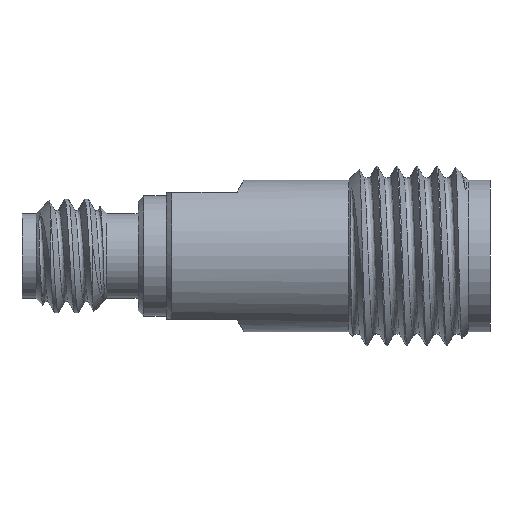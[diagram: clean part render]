
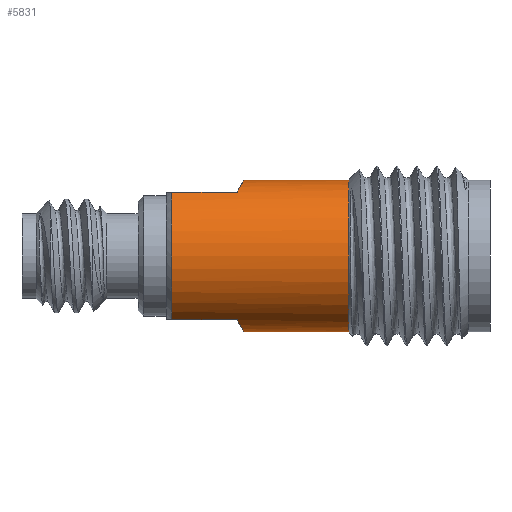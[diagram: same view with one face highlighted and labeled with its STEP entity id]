
A CAD part, front view. The second image highlights one B-rep face of the part: STEP entity #5831.
In plain terms, the highlighted cylindrical face has radius 2.685 mm (diameter 5.37 mm), a partial arc.
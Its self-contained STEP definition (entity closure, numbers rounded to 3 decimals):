
#127 = AXIS2_PLACEMENT_3D ( 'NONE', #297, #2095, #3437 ) ;
#232 = VERTEX_POINT ( 'NONE', #2863 ) ;
#297 = CARTESIAN_POINT ( 'NONE',  ( 5.3, 0., 0. ) ) ;
#344 = EDGE_CURVE ( 'NONE', #7319, #6218, #509, .T. ) ;
#439 = EDGE_CURVE ( 'NONE', #6218, #1556, #3561, .T. ) ;
#448 = CIRCLE ( 'NONE', #573, 2.685 ) ;
#470 = CARTESIAN_POINT ( 'NONE',  ( 7.765, -1.026, -2.536 ) ) ;
#509 = LINE ( 'NONE', #4765, #5011 ) ;
#529 = CARTESIAN_POINT ( 'NONE',  ( 0., 0., -2.685 ) ) ;
#573 = AXIS2_PLACEMENT_3D ( 'NONE', #4452, #3197, #2633 ) ;
#726 = EDGE_CURVE ( 'NONE', #3443, #5924, #5250, .T. ) ;
#775 = EDGE_CURVE ( 'NONE', #232, #8059, #448, .T. ) ;
#994 = ORIENTED_EDGE ( 'NONE', *, *, #3524, .T. ) ;
#1028 = LINE ( 'NONE', #1649, #2083 ) ;
#1040 = CARTESIAN_POINT ( 'NONE',  ( 7.851, -0.524, -2.685 ) ) ;
#1176 = CYLINDRICAL_SURFACE ( 'NONE', #2124, 2.685 ) ;
#1316 = CARTESIAN_POINT ( 'NONE',  ( 7.6, -1.465, 2.25 ) ) ;
#1556 = VERTEX_POINT ( 'NONE', #5406 ) ;
#1649 = CARTESIAN_POINT ( 'NONE',  ( 0., 0., 2.685 ) ) ;
#1776 = CARTESIAN_POINT ( 'NONE',  ( 7.851, 0., -2.685 ) ) ;
#2082 = LINE ( 'NONE', #3958, #2506 ) ;
#2083 = VECTOR ( 'NONE', #7863, 1000. ) ;
#2095 = DIRECTION ( 'NONE',  ( -1., 0., 0. ) ) ;
#2124 = AXIS2_PLACEMENT_3D ( 'NONE', #4313, #5563, #3020 ) ;
#2159 = CARTESIAN_POINT ( 'NONE',  ( 7.6, -1.465, -2.25 ) ) ;
#2337 = ORIENTED_EDGE ( 'NONE', *, *, #6818, .F. ) ;
#2506 = VECTOR ( 'NONE', #4564, 1000. ) ;
#2522 = VECTOR ( 'NONE', #8065, 1000. ) ;
#2536 = LINE ( 'NONE', #529, #2522 ) ;
#2633 = DIRECTION ( 'NONE',  ( 0., 0., 1. ) ) ;
#2863 = CARTESIAN_POINT ( 'NONE',  ( 11.54, 0., -2.685 ) ) ;
#2982 = CARTESIAN_POINT ( 'NONE',  ( 5.3, -1.465, -2.25 ) ) ;
#3020 = DIRECTION ( 'NONE',  ( 0., 0., 1. ) ) ;
#3197 = DIRECTION ( 'NONE',  ( -1., 0., 0. ) ) ;
#3437 = DIRECTION ( 'NONE',  ( 0., 0., 1. ) ) ;
#3443 = VERTEX_POINT ( 'NONE', #7787 ) ;
#3524 = EDGE_CURVE ( 'NONE', #8059, #5924, #1028, .T. ) ;
#3531 = CARTESIAN_POINT ( 'NONE',  ( 7.6, -1.465, -2.25 ) ) ;
#3561 =( BOUNDED_CURVE ( )  B_SPLINE_CURVE ( 3, ( #3531, #470, #1040, #1776 ),
 .UNSPECIFIED., .F., .T. ) 
 B_SPLINE_CURVE_WITH_KNOTS ( ( 4, 4 ),
 ( 2.564, 3.142 ),
 .UNSPECIFIED. ) 
 CURVE ( )  GEOMETRIC_REPRESENTATION_ITEM ( )  RATIONAL_B_SPLINE_CURVE ( ( 1., 0.972, 0.972, 1. ) ) 
 REPRESENTATION_ITEM ( '' )  );
#3643 = CIRCLE ( 'NONE', #127, 2.685 ) ;
#3958 = CARTESIAN_POINT ( 'NONE',  ( 0., -1.465, 2.25 ) ) ;
#4313 = CARTESIAN_POINT ( 'NONE',  ( 0., 0., 0. ) ) ;
#4324 = EDGE_CURVE ( 'NONE', #7319, #7012, #3643, .T. ) ;
#4379 = CARTESIAN_POINT ( 'NONE',  ( 7.765, -1.026, 2.536 ) ) ;
#4452 = CARTESIAN_POINT ( 'NONE',  ( 11.54, 0., 0. ) ) ;
#4564 = DIRECTION ( 'NONE',  ( 1., 0., 0. ) ) ;
#4747 = ORIENTED_EDGE ( 'NONE', *, *, #344, .T. ) ;
#4765 = CARTESIAN_POINT ( 'NONE',  ( 0., -1.465, -2.25 ) ) ;
#5011 = VECTOR ( 'NONE', #7258, 1000. ) ;
#5125 = CARTESIAN_POINT ( 'NONE',  ( 7.851, -0.524, 2.685 ) ) ;
#5250 =( BOUNDED_CURVE ( )  B_SPLINE_CURVE ( 3, ( #1316, #4379, #5125, #6877 ),
 .UNSPECIFIED., .F., .T. ) 
 B_SPLINE_CURVE_WITH_KNOTS ( ( 4, 4 ),
 ( 2.564, 3.142 ),
 .UNSPECIFIED. ) 
 CURVE ( )  GEOMETRIC_REPRESENTATION_ITEM ( )  RATIONAL_B_SPLINE_CURVE ( ( 1., 0.972, 0.972, 1. ) ) 
 REPRESENTATION_ITEM ( '' )  );
#5406 = CARTESIAN_POINT ( 'NONE',  ( 7.851, 0., -2.685 ) ) ;
#5530 = EDGE_CURVE ( 'NONE', #7012, #3443, #2082, .T. ) ;
#5563 = DIRECTION ( 'NONE',  ( -1., 0., 0. ) ) ;
#5725 = CARTESIAN_POINT ( 'NONE',  ( 5.3, -1.465, 2.25 ) ) ;
#5770 = ORIENTED_EDGE ( 'NONE', *, *, #5530, .F. ) ;
#5831 = ADVANCED_FACE ( 'NONE', ( #6854 ), #1176, .T. ) ;
#5924 = VERTEX_POINT ( 'NONE', #7556 ) ;
#6171 = EDGE_LOOP ( 'NONE', ( #2337, #7598, #994, #7852, #5770, #6738, #4747, #7609 ) ) ;
#6218 = VERTEX_POINT ( 'NONE', #2159 ) ;
#6411 = CARTESIAN_POINT ( 'NONE',  ( 11.54, 0., 2.685 ) ) ;
#6738 = ORIENTED_EDGE ( 'NONE', *, *, #4324, .F. ) ;
#6818 = EDGE_CURVE ( 'NONE', #232, #1556, #2536, .T. ) ;
#6854 = FACE_OUTER_BOUND ( 'NONE', #6171, .T. ) ;
#6877 = CARTESIAN_POINT ( 'NONE',  ( 7.851, 0., 2.685 ) ) ;
#7012 = VERTEX_POINT ( 'NONE', #5725 ) ;
#7258 = DIRECTION ( 'NONE',  ( 1., 0., 0. ) ) ;
#7319 = VERTEX_POINT ( 'NONE', #2982 ) ;
#7556 = CARTESIAN_POINT ( 'NONE',  ( 7.851, 0., 2.685 ) ) ;
#7598 = ORIENTED_EDGE ( 'NONE', *, *, #775, .T. ) ;
#7609 = ORIENTED_EDGE ( 'NONE', *, *, #439, .T. ) ;
#7787 = CARTESIAN_POINT ( 'NONE',  ( 7.6, -1.465, 2.25 ) ) ;
#7852 = ORIENTED_EDGE ( 'NONE', *, *, #726, .F. ) ;
#7863 = DIRECTION ( 'NONE',  ( -1., 0., 0. ) ) ;
#8059 = VERTEX_POINT ( 'NONE', #6411 ) ;
#8065 = DIRECTION ( 'NONE',  ( -1., 0., 0. ) ) ;
